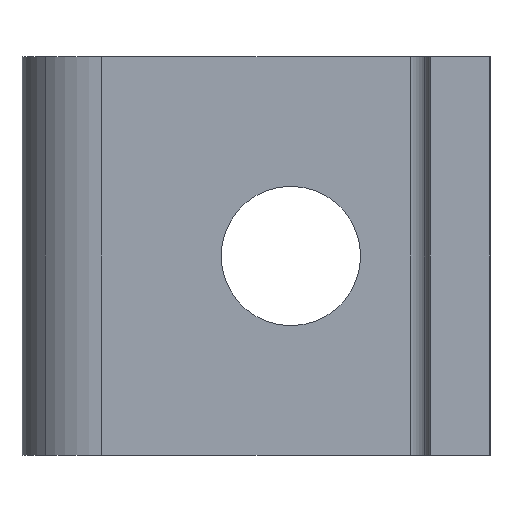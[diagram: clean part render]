
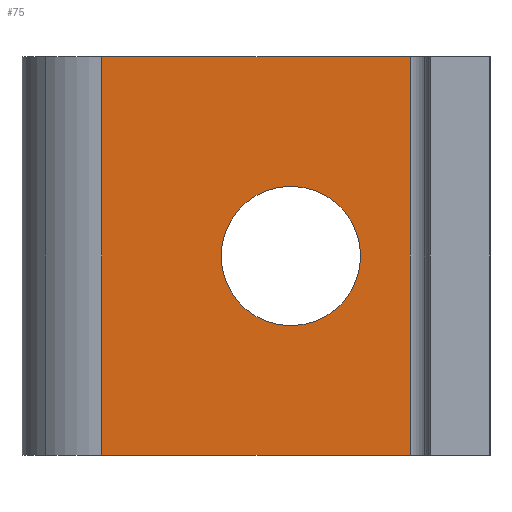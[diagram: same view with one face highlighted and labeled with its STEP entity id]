
A CAD part, left-side view. The second image highlights one B-rep face of the part: STEP entity #75.
In plain terms, the highlighted planar face has unit normal (-1, 0, 0).
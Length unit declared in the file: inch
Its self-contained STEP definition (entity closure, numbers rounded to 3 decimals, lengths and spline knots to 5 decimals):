
#75=ADVANCED_FACE('',(#179,#180),#181,.T.);
#179=FACE_OUTER_BOUND('',#316,.T.);
#180=FACE_BOUND('',#317,.T.);
#181=PLANE('',#318);
#316=EDGE_LOOP('',(#494,#495,#496,#497));
#317=EDGE_LOOP('',(#498,#499));
#318=AXIS2_PLACEMENT_3D('',#500,#501,#502);
#494=ORIENTED_EDGE('',*,*,#867,.F.);
#495=ORIENTED_EDGE('',*,*,#868,.T.);
#496=ORIENTED_EDGE('',*,*,#869,.F.);
#497=ORIENTED_EDGE('',*,*,#847,.F.);
#498=ORIENTED_EDGE('',*,*,#870,.T.);
#499=ORIENTED_EDGE('',*,*,#871,.T.);
#500=CARTESIAN_POINT('',(-1.06299,-1.61417,-0.7874));
#501=DIRECTION('',(-1.0,0.0,0.0));
#502=DIRECTION('',(0.0,0.0,1.0));
#847=EDGE_CURVE('',#1021,#1023,#1024,.T.);
#867=EDGE_CURVE('',#1059,#1021,#1060,.T.);
#868=EDGE_CURVE('',#1059,#1061,#1062,.T.);
#869=EDGE_CURVE('',#1023,#1061,#1063,.T.);
#870=EDGE_CURVE('',#1064,#1065,#1066,.T.);
#871=EDGE_CURVE('',#1065,#1064,#1067,.T.);
#1021=VERTEX_POINT('',#1264);
#1023=VERTEX_POINT('',#1266);
#1024=LINE('',#1267,#1268);
#1059=VERTEX_POINT('',#1309);
#1060=LINE('',#1310,#1311);
#1061=VERTEX_POINT('',#1312);
#1062=LINE('',#1313,#1314);
#1063=LINE('',#1315,#1316);
#1064=VERTEX_POINT('',#1317);
#1065=VERTEX_POINT('',#1318);
#1066=CIRCLE('',#1319,0.27559);
#1067=CIRCLE('',#1320,0.27559);
#1264=CARTESIAN_POINT('',(-1.06299,-1.29921,-0.7874));
#1266=CARTESIAN_POINT('',(-1.06299,-0.07874,-0.7874));
#1267=CARTESIAN_POINT('',(-1.06299,-1.61417,-0.7874));
#1268=VECTOR('',#1539,0.3937);
#1309=CARTESIAN_POINT('',(-1.06299,-1.29921,0.7874));
#1310=CARTESIAN_POINT('',(-1.06299,-1.29921,-0.7874));
#1311=VECTOR('',#1582,0.3937);
#1312=CARTESIAN_POINT('',(-1.06299,-0.07874,0.7874));
#1313=CARTESIAN_POINT('',(-1.06299,-1.61417,0.7874));
#1314=VECTOR('',#1583,0.3937);
#1315=CARTESIAN_POINT('',(-1.06299,-0.07874,-0.7874));
#1316=VECTOR('',#1584,0.3937);
#1317=CARTESIAN_POINT('',(-1.06299,-0.82677,0.27559));
#1318=CARTESIAN_POINT('',(-1.06299,-0.82677,-0.27559));
#1319=AXIS2_PLACEMENT_3D('',#1585,#1586,#1587);
#1320=AXIS2_PLACEMENT_3D('',#1588,#1589,#1590);
#1539=DIRECTION('',(0.0,1.0,0.0));
#1582=DIRECTION('',(0.0,0.,-1.0));
#1583=DIRECTION('',(0.0,1.0,0.0));
#1584=DIRECTION('',(0.0,0.0,1.0));
#1585=CARTESIAN_POINT('',(-1.06299,-0.82677,0.0));
#1586=DIRECTION('',(1.0,0.0,0.0));
#1587=DIRECTION('',(0.0,0.0,-1.0));
#1588=CARTESIAN_POINT('',(-1.06299,-0.82677,0.0));
#1589=DIRECTION('',(1.0,0.0,0.0));
#1590=DIRECTION('',(0.0,0.0,-1.0));
